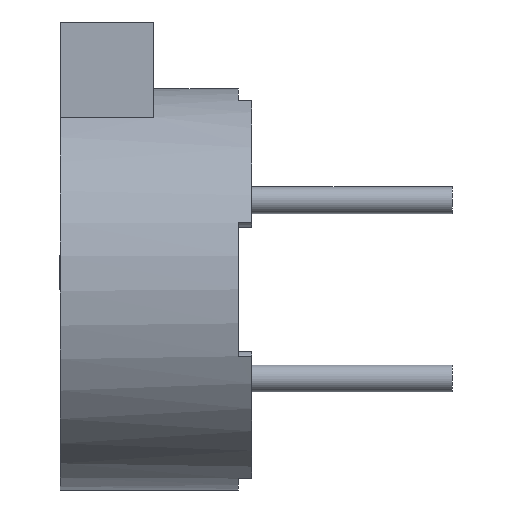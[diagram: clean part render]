
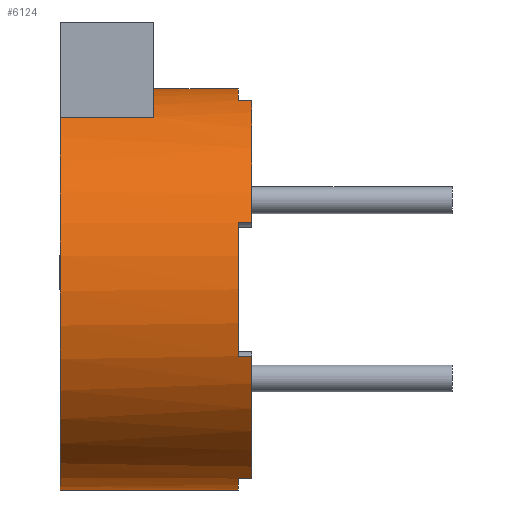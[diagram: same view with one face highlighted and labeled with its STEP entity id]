
A CAD part, left-side view. The second image highlights one B-rep face of the part: STEP entity #6124.
In plain terms, the highlighted cylindrical face has radius 4.5 mm (diameter 9 mm), a partial arc.
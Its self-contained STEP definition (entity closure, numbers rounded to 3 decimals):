
#28 = CARTESIAN_POINT ( 'NONE',  ( -4.243, 0., -1.5 ) ) ;
#59 = CARTESIAN_POINT ( 'NONE',  ( 0., 0., -4.5 ) ) ;
#195 = CARTESIAN_POINT ( 'NONE',  ( -4.243, 0., -1.5 ) ) ;
#363 = LINE ( 'NONE', #195, #6832 ) ;
#428 = CARTESIAN_POINT ( 'NONE',  ( -1.5, 0., -4.243 ) ) ;
#532 = ORIENTED_EDGE ( 'NONE', *, *, #4457, .T. ) ;
#533 = DIRECTION ( 'NONE',  ( 0., 1., 0. ) ) ;
#573 = AXIS2_PLACEMENT_3D ( 'NONE', #5369, #533, #6185 ) ;
#594 = DIRECTION ( 'NONE',  ( 0., -1., 0. ) ) ;
#651 = CIRCLE ( 'NONE', #2239, 4.5 ) ;
#876 = EDGE_CURVE ( 'NONE', #9642, #10028, #5592, .T. ) ;
#905 = CARTESIAN_POINT ( 'NONE',  ( -4.243, 0.3, 1.5 ) ) ;
#1053 = ORIENTED_EDGE ( 'NONE', *, *, #4898, .T. ) ;
#1140 = VECTOR ( 'NONE', #10221, 1000. ) ;
#1173 = ORIENTED_EDGE ( 'NONE', *, *, #8000, .T. ) ;
#1232 = CARTESIAN_POINT ( 'NONE',  ( 0., 0.3, 0. ) ) ;
#1248 = CARTESIAN_POINT ( 'NONE',  ( -1.5, 0.3, -4.243 ) ) ;
#1311 = VERTEX_POINT ( 'NONE', #8497 ) ;
#1435 = DIRECTION ( 'NONE',  ( 0., -1., 0. ) ) ;
#1437 = DIRECTION ( 'NONE',  ( 0., -1., 0. ) ) ;
#1531 = ORIENTED_EDGE ( 'NONE', *, *, #9529, .F. ) ;
#1536 = VERTEX_POINT ( 'NONE', #28 ) ;
#1679 = ORIENTED_EDGE ( 'NONE', *, *, #6336, .T. ) ;
#1771 = CIRCLE ( 'NONE', #573, 4.5 ) ;
#1850 = ORIENTED_EDGE ( 'NONE', *, *, #2687, .F. ) ;
#1874 = CARTESIAN_POINT ( 'NONE',  ( -4.243, 0.3, -1.5 ) ) ;
#2019 = VECTOR ( 'NONE', #8060, 1000. ) ;
#2027 = DIRECTION ( 'NONE',  ( 0., 0., -1. ) ) ;
#2186 = DIRECTION ( 'NONE',  ( 0., -1., 0. ) ) ;
#2239 = AXIS2_PLACEMENT_3D ( 'NONE', #8711, #3871, #9531 ) ;
#2251 = VECTOR ( 'NONE', #7731, 1000. ) ;
#2636 = VERTEX_POINT ( 'NONE', #5708 ) ;
#2687 = EDGE_CURVE ( 'NONE', #8018, #4191, #6342, .T. ) ;
#2714 = EDGE_CURVE ( 'NONE', #2636, #9253, #3675, .T. ) ;
#2716 = AXIS2_PLACEMENT_3D ( 'NONE', #8278, #3407, #9079 ) ;
#3226 = CARTESIAN_POINT ( 'NONE',  ( -1.5, 0., 4.243 ) ) ;
#3245 = CYLINDRICAL_SURFACE ( 'NONE', #7751, 4.5 ) ;
#3272 = LINE ( 'NONE', #3723, #3526 ) ;
#3302 = ORIENTED_EDGE ( 'NONE', *, *, #876, .T. ) ;
#3407 = DIRECTION ( 'NONE',  ( 0., -1., 0. ) ) ;
#3458 = CARTESIAN_POINT ( 'NONE',  ( 0., 0.3, 0. ) ) ;
#3526 = VECTOR ( 'NONE', #4433, 1000. ) ;
#3675 = LINE ( 'NONE', #59, #8244 ) ;
#3723 = CARTESIAN_POINT ( 'NONE',  ( -4.243, 0., 1.5 ) ) ;
#3834 = CARTESIAN_POINT ( 'NONE',  ( 0., 0., 0. ) ) ;
#3871 = DIRECTION ( 'NONE',  ( 0., -1., 0. ) ) ;
#4191 = VERTEX_POINT ( 'NONE', #3226 ) ;
#4282 = DIRECTION ( 'NONE',  ( 0., 0., -1. ) ) ;
#4390 = EDGE_CURVE ( 'NONE', #10031, #1536, #363, .T. ) ;
#4418 = LINE ( 'NONE', #6925, #2251 ) ;
#4433 = DIRECTION ( 'NONE',  ( 0., 1., 0. ) ) ;
#4457 = EDGE_CURVE ( 'NONE', #10028, #8560, #4418, .T. ) ;
#4632 = DIRECTION ( 'NONE',  ( 0., 0., -1. ) ) ;
#4898 = EDGE_CURVE ( 'NONE', #8018, #1311, #8337, .T. ) ;
#5177 = CARTESIAN_POINT ( 'NONE',  ( 0., 2.2, 4.5 ) ) ;
#5204 = LINE ( 'NONE', #7944, #9263 ) ;
#5369 = CARTESIAN_POINT ( 'NONE',  ( 0., 0.3, 0. ) ) ;
#5427 = CARTESIAN_POINT ( 'NONE',  ( 0., 4.3, 0. ) ) ;
#5435 = LINE ( 'NONE', #8677, #1140 ) ;
#5511 = AXIS2_PLACEMENT_3D ( 'NONE', #1232, #6901, #2027 ) ;
#5592 = CIRCLE ( 'NONE', #7936, 4.5 ) ;
#5708 = CARTESIAN_POINT ( 'NONE',  ( 0., 4.3, -4.5 ) ) ;
#5719 = DIRECTION ( 'NONE',  ( 0., -1., 0. ) ) ;
#5785 = ORIENTED_EDGE ( 'NONE', *, *, #8532, .F. ) ;
#5860 = EDGE_LOOP ( 'NONE', ( #6054, #3302, #532, #1679, #9795, #1173, #6938, #1531, #9085, #6722, #5785, #9151, #1850, #1053 ) ) ;
#5905 = CARTESIAN_POINT ( 'NONE',  ( -2.3, 2.2, 3.868 ) ) ;
#5969 = AXIS2_PLACEMENT_3D ( 'NONE', #3458, #9132, #4282 ) ;
#6010 = VERTEX_POINT ( 'NONE', #1248 ) ;
#6054 = ORIENTED_EDGE ( 'NONE', *, *, #6770, .F. ) ;
#6124 = ADVANCED_FACE ( 'NONE', ( #7568 ), #3245, .T. ) ;
#6161 = CARTESIAN_POINT ( 'NONE',  ( -2.3, 4.3, 3.868 ) ) ;
#6185 = DIRECTION ( 'NONE',  ( 0., 0., -1. ) ) ;
#6256 = DIRECTION ( 'NONE',  ( 0., 0., -1. ) ) ;
#6267 = VERTEX_POINT ( 'NONE', #905 ) ;
#6270 = CARTESIAN_POINT ( 'NONE',  ( 0., 2.2, 0. ) ) ;
#6336 = EDGE_CURVE ( 'NONE', #8560, #2636, #6557, .T. ) ;
#6339 = CIRCLE ( 'NONE', #5511, 4.5 ) ;
#6342 = LINE ( 'NONE', #8802, #2019 ) ;
#6557 = CIRCLE ( 'NONE', #8288, 4.5 ) ;
#6711 = CIRCLE ( 'NONE', #2716, 4.5 ) ;
#6722 = ORIENTED_EDGE ( 'NONE', *, *, #9313, .T. ) ;
#6770 = EDGE_CURVE ( 'NONE', #9642, #1311, #5204, .T. ) ;
#6832 = VECTOR ( 'NONE', #7424, 1000. ) ;
#6847 = VERTEX_POINT ( 'NONE', #7341 ) ;
#6901 = DIRECTION ( 'NONE',  ( 0., 1., 0. ) ) ;
#6925 = CARTESIAN_POINT ( 'NONE',  ( -2.3, 2.2, 3.868 ) ) ;
#6938 = ORIENTED_EDGE ( 'NONE', *, *, #8586, .F. ) ;
#7098 = DIRECTION ( 'NONE',  ( 0., 0., 1. ) ) ;
#7341 = CARTESIAN_POINT ( 'NONE',  ( -4.243, 0., 1.5 ) ) ;
#7424 = DIRECTION ( 'NONE',  ( 0., -1., 0. ) ) ;
#7568 = FACE_OUTER_BOUND ( 'NONE', #5860, .T. ) ;
#7731 = DIRECTION ( 'NONE',  ( 0., 1., 0. ) ) ;
#7751 = AXIS2_PLACEMENT_3D ( 'NONE', #3834, #2186, #4632 ) ;
#7836 = EDGE_CURVE ( 'NONE', #4191, #6847, #651, .T. ) ;
#7936 = AXIS2_PLACEMENT_3D ( 'NONE', #6270, #1435, #7098 ) ;
#7944 = CARTESIAN_POINT ( 'NONE',  ( 0., 0., 4.5 ) ) ;
#8000 = EDGE_CURVE ( 'NONE', #9253, #6010, #6339, .T. ) ;
#8018 = VERTEX_POINT ( 'NONE', #10131 ) ;
#8060 = DIRECTION ( 'NONE',  ( 0., -1., 0. ) ) ;
#8244 = VECTOR ( 'NONE', #5719, 1000. ) ;
#8278 = CARTESIAN_POINT ( 'NONE',  ( 0., 0., 0. ) ) ;
#8288 = AXIS2_PLACEMENT_3D ( 'NONE', #5427, #594, #6256 ) ;
#8337 = CIRCLE ( 'NONE', #5969, 4.5 ) ;
#8497 = CARTESIAN_POINT ( 'NONE',  ( 0., 0.3, 4.5 ) ) ;
#8532 = EDGE_CURVE ( 'NONE', #6847, #6267, #3272, .T. ) ;
#8560 = VERTEX_POINT ( 'NONE', #6161 ) ;
#8586 = EDGE_CURVE ( 'NONE', #9257, #6010, #5435, .T. ) ;
#8677 = CARTESIAN_POINT ( 'NONE',  ( -1.5, 0., -4.243 ) ) ;
#8711 = CARTESIAN_POINT ( 'NONE',  ( 0., 0., 0. ) ) ;
#8802 = CARTESIAN_POINT ( 'NONE',  ( -1.5, 0., 4.243 ) ) ;
#9079 = DIRECTION ( 'NONE',  ( 0., 0., -1. ) ) ;
#9085 = ORIENTED_EDGE ( 'NONE', *, *, #4390, .F. ) ;
#9132 = DIRECTION ( 'NONE',  ( 0., 1., 0. ) ) ;
#9151 = ORIENTED_EDGE ( 'NONE', *, *, #7836, .F. ) ;
#9253 = VERTEX_POINT ( 'NONE', #10144 ) ;
#9257 = VERTEX_POINT ( 'NONE', #428 ) ;
#9263 = VECTOR ( 'NONE', #1437, 1000. ) ;
#9313 = EDGE_CURVE ( 'NONE', #10031, #6267, #1771, .T. ) ;
#9529 = EDGE_CURVE ( 'NONE', #1536, #9257, #6711, .T. ) ;
#9531 = DIRECTION ( 'NONE',  ( 0., 0., -1. ) ) ;
#9642 = VERTEX_POINT ( 'NONE', #5177 ) ;
#9795 = ORIENTED_EDGE ( 'NONE', *, *, #2714, .T. ) ;
#10028 = VERTEX_POINT ( 'NONE', #5905 ) ;
#10031 = VERTEX_POINT ( 'NONE', #1874 ) ;
#10131 = CARTESIAN_POINT ( 'NONE',  ( -1.5, 0.3, 4.243 ) ) ;
#10144 = CARTESIAN_POINT ( 'NONE',  ( 0., 0.3, -4.5 ) ) ;
#10221 = DIRECTION ( 'NONE',  ( 0., 1., 0. ) ) ;
